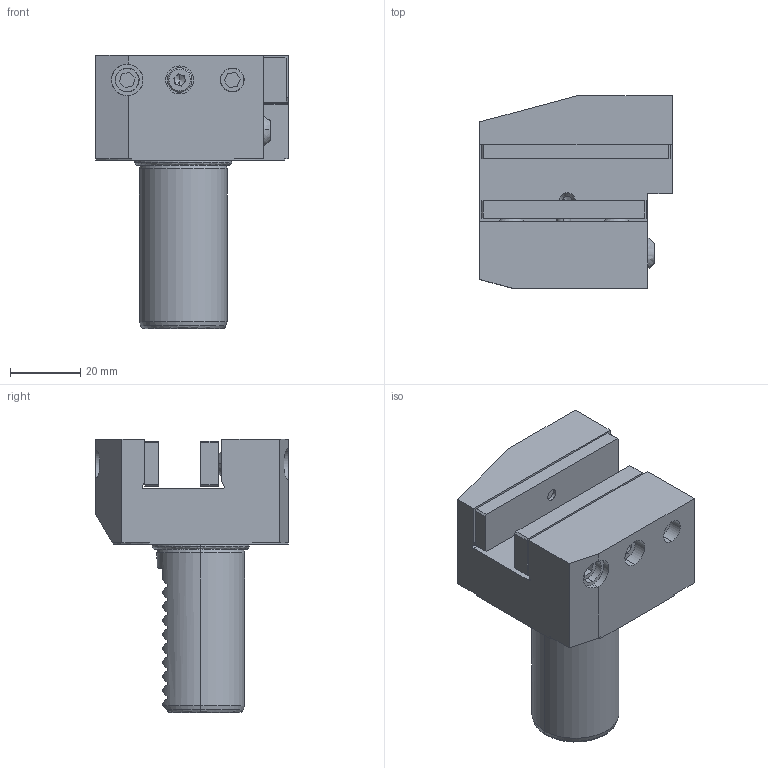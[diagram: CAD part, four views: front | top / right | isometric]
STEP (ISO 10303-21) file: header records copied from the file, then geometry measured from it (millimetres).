
FILE_DESCRIPTION (( 'STEP AP203' ), '1' );
FILE_NAME ('STEP.STEP', '2020-05-11T08:58:39', ( '' ), ( '' ), 'SwSTEP 2.0', 'SolidWorks 2017', '' );
FILE_SCHEMA (( 'CONFIG_CONTROL_DESIGN' ));
Length unit declared in the file: millimetre
Products named in the file (1): STEP
Bounding box: 55 x 55 x 78 mm (x, y, z)
Volume: 89952.2 mm3; surface area: 26100.5 mm2
Topology: 11 solids, 11 shells, 278 faces, 703 edges, 439 vertices
Faces by surface type: plane 135, cylinder 69, cone 51, bspline 23
Entity records: 11250 total; most frequent: CARTESIAN_POINT 4721, ORIENTED_EDGE 1370, DIRECTION 1316, EDGE_CURVE 685, AXIS2_PLACEMENT_3D 478, VERTEX_POINT 439, LINE 360, VECTOR 360
